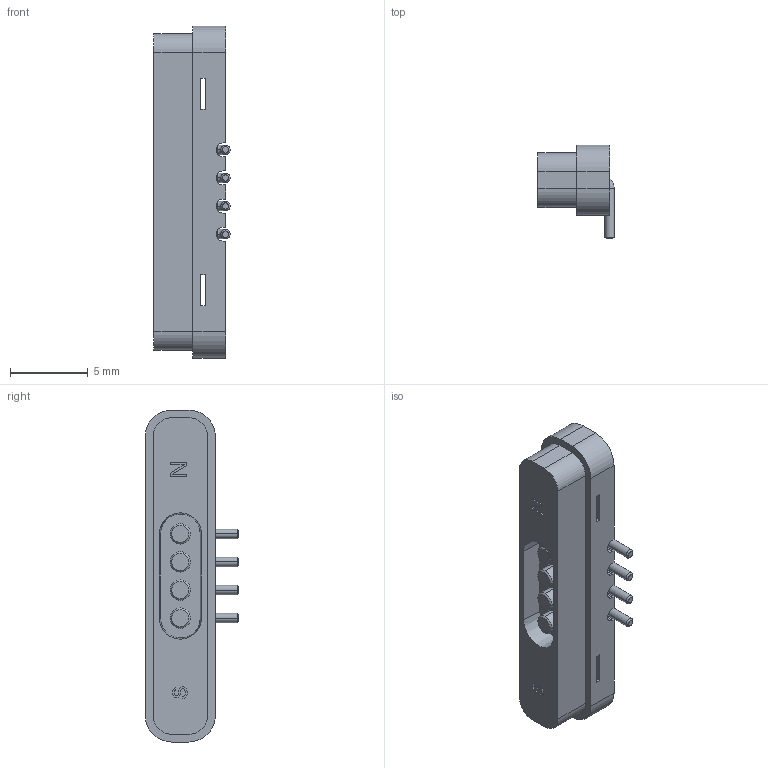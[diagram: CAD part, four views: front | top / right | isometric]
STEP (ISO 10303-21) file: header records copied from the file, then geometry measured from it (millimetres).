
FILE_DESCRIPTION (( 'STEP AP214' ), '1' );
FILE_NAME ('686L0421350120E.STEP', '2023-04-25T17:50:04', ( '' ), ( '' ), 'SwSTEP 2.0', 'SolidWorks 2020', '' );
FILE_SCHEMA (( 'AUTOMOTIVE_DESIGN' ));
Length unit declared in the file: millimetre
Products named in the file (1): 686L0421350120E
Bounding box: 4.9 x 6 x 21.3 mm (x, y, z)
Volume: 286.4 mm3; surface area: 609.5 mm2
Topology: 1 solids, 5 shells, 260 faces, 664 edges, 432 vertices
Faces by surface type: plane 178, cylinder 48, cone 26, torus 8
Entity records: 10676 total; most frequent: CARTESIAN_POINT 1357, DIRECTION 1330, ORIENTED_EDGE 1328, EDGE_CURVE 664, VECTOR 520, LINE 520, VERTEX_POINT 432, AXIS2_PLACEMENT_3D 405
